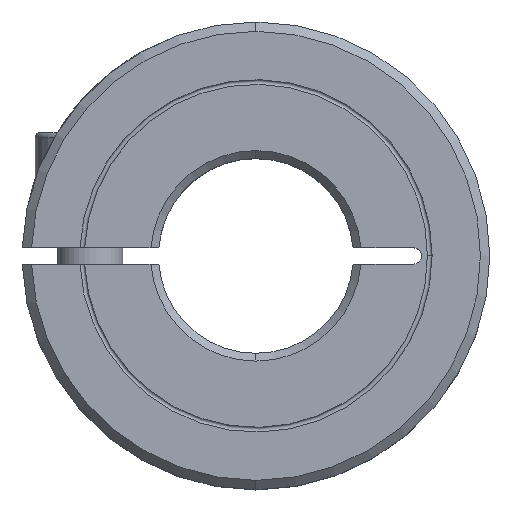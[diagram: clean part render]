
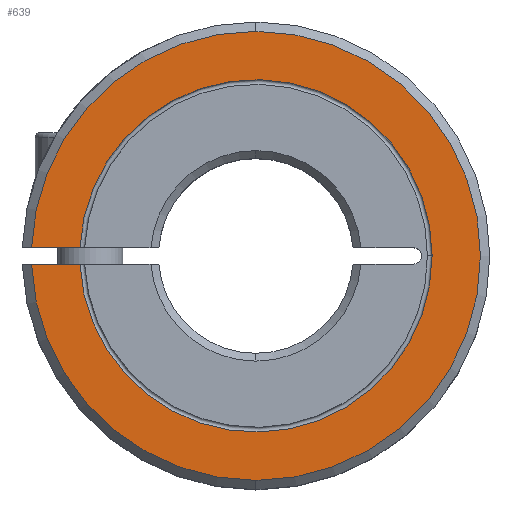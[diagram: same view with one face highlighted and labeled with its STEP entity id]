
A CAD part, top view. The second image highlights one B-rep face of the part: STEP entity #639.
In plain terms, the highlighted planar face has unit normal (0, 0, 1).
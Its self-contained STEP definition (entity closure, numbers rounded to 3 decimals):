
#395=EDGE_CURVE('',#785,#609,#1125,.T.);
#429=EDGE_CURVE('',#787,#537,#1164,.T.);
#469=EDGE_CURVE('',#785,#787,#1205,.T.);
#501=EDGE_CURVE('',#609,#845,#1241,.T.);
#537=VERTEX_POINT('',#1281);
#609=VERTEX_POINT('',#1364);
#639=ADVANCED_FACE('',(#1396),#1397,.T.);
#735=EDGE_CURVE('',#949,#783,#1502,.T.);
#783=VERTEX_POINT('',#1556);
#785=VERTEX_POINT('',#1558);
#787=VERTEX_POINT('',#1560);
#795=EDGE_CURVE('',#537,#949,#1568,.T.);
#845=VERTEX_POINT('',#1625);
#949=VERTEX_POINT('',#1741);
#1055=EDGE_CURVE('',#845,#783,#1857,.T.);
#1125=CIRCLE('',#1928,17.28);
#1164=CIRCLE('',#1982,13.56);
#1205=LINE('',#2086,#2087);
#1241=CIRCLE('',#2159,17.28);
#1281=CARTESIAN_POINT('',(13.56,0.,13.0));
#1364=CARTESIAN_POINT('',(0.,17.28,13.0));
#1396=FACE_OUTER_BOUND('',#2440,.T.);
#1397=PLANE('',#2441);
#1502=LINE('',#2601,#2602);
#1556=CARTESIAN_POINT('',(-17.269,-0.63,13.0));
#1558=CARTESIAN_POINT('',(-17.269,0.63,13.0));
#1560=CARTESIAN_POINT('',(-13.545,0.63,13.0));
#1568=CIRCLE('',#2690,13.56);
#1625=CARTESIAN_POINT('',(0.,-17.28,13.0));
#1741=CARTESIAN_POINT('',(-13.545,-0.63,13.0));
#1857=CIRCLE('',#3154,17.28);
#1928=AXIS2_PLACEMENT_3D('',#3235,#3236,#3237);
#1982=AXIS2_PLACEMENT_3D('',#3277,#3278,#3279);
#2086=CARTESIAN_POINT('',(-1.72,0.63,13.0));
#2087=VECTOR('',#3311,1.0);
#2159=AXIS2_PLACEMENT_3D('',#3346,#3347,#3348);
#2440=EDGE_LOOP('',(#3539,#3540,#3541,#3542,#3543,#3544,#3545));
#2441=AXIS2_PLACEMENT_3D('',#3546,#3547,#3548);
#2601=CARTESIAN_POINT('',(-1.72,-0.63,13.0));
#2602=VECTOR('',#3671,1.0);
#2690=AXIS2_PLACEMENT_3D('',#3741,#3742,#3743);
#3154=AXIS2_PLACEMENT_3D('',#4093,#4094,#4095);
#3235=CARTESIAN_POINT('',(0.,0.0,13.0));
#3236=DIRECTION('',(0.,0.0,-1.0));
#3237=DIRECTION('',(0.0,1.0,0.0));
#3277=CARTESIAN_POINT('',(0.,0.,13.0));
#3278=DIRECTION('',(0.,0.,-1.0));
#3279=DIRECTION('',(1.0,0.,0.));
#3311=DIRECTION('',(1.0,0.0,0.));
#3346=CARTESIAN_POINT('',(0.,0.0,13.0));
#3347=DIRECTION('',(0.,0.0,-1.0));
#3348=DIRECTION('',(0.0,1.0,0.0));
#3539=ORIENTED_EDGE('',*,*,#735,.T.);
#3540=ORIENTED_EDGE('',*,*,#1055,.F.);
#3541=ORIENTED_EDGE('',*,*,#501,.F.);
#3542=ORIENTED_EDGE('',*,*,#395,.F.);
#3543=ORIENTED_EDGE('',*,*,#469,.T.);
#3544=ORIENTED_EDGE('',*,*,#429,.T.);
#3545=ORIENTED_EDGE('',*,*,#795,.T.);
#3546=CARTESIAN_POINT('',(0.,12.69,13.0));
#3547=DIRECTION('',(0.,0.,1.0));
#3548=DIRECTION('',(0.,-1.0,0.));
#3671=DIRECTION('',(-1.0,0.0,0.));
#3741=CARTESIAN_POINT('',(0.,0.,13.0));
#3742=DIRECTION('',(0.,0.,-1.0));
#3743=DIRECTION('',(1.0,0.,0.));
#4093=CARTESIAN_POINT('',(0.,0.0,13.0));
#4094=DIRECTION('',(0.,0.0,-1.0));
#4095=DIRECTION('',(0.0,1.0,0.0));
